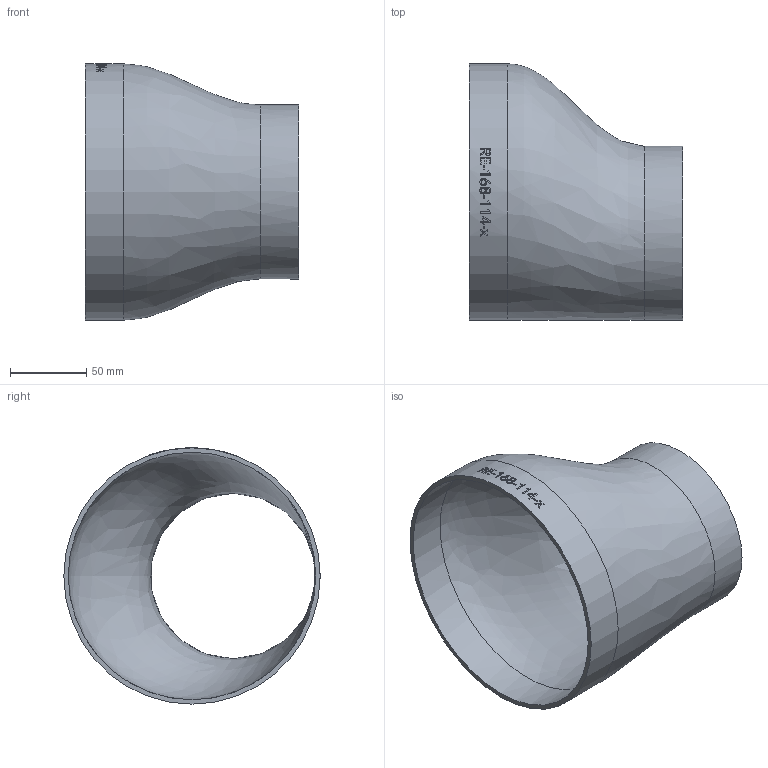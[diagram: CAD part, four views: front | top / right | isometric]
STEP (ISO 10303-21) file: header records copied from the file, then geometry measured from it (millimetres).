
FILE_DESCRIPTION (( 'STEP AP214' ), '1' );
FILE_NAME ('RE-168-114-x Reduzierung Exzenter 168,3x114,3x2,9x2,6 BL140 2101.STEP', '2021-01-04T10:54:38', ( '' ), ( '' ), 'SwSTEP 2.0', 'SolidWorks 2019', '' );
FILE_SCHEMA (( 'AUTOMOTIVE_DESIGN' ));
Length unit declared in the file: millimetre
Products named in the file (1): RE-168-114-x Reduzierung Exzenter 168,3x114,3x2,9x2,6 BL140 2101
Bounding box: 140 x 168.3 x 168.3 mm (x, y, z)
Volume: 185272 mm3; surface area: 130045.9 mm2
Topology: 1 solids, 1 shells, 143 faces, 375 edges, 250 vertices
Faces by surface type: plane 68, bspline 54, cylinder 20, cone 1
Full cylindrical faces by diameter (mm): 114.3 x1, 162.5 x1, 168.3 x1
Entity records: 13782 total; most frequent: CARTESIAN_POINT 9277, ORIENTED_EDGE 724, DIRECTION 446, EDGE_CURVE 362, VERTEX_POINT 244, B_SPLINE_CURVE_WITH_KNOTS 175, AXIS2_PLACEMENT_3D 169, EDGE_LOOP 168
